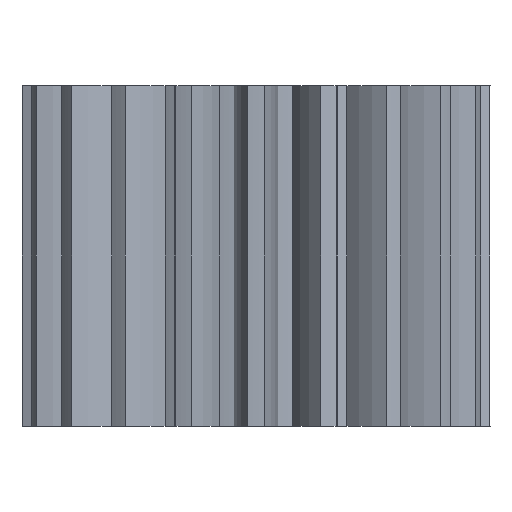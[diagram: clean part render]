
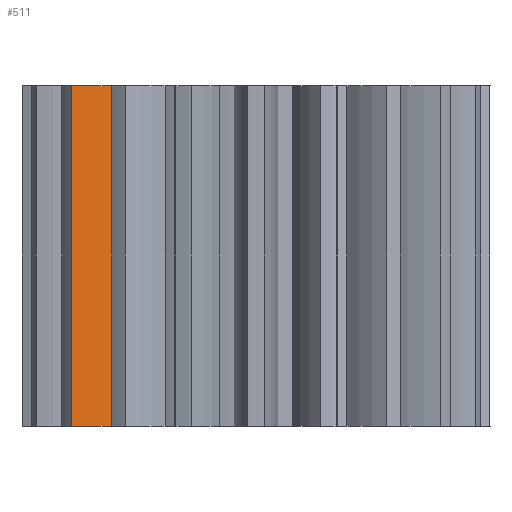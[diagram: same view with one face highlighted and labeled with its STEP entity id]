
A CAD part, left-side view. The second image highlights one B-rep face of the part: STEP entity #511.
In plain terms, the highlighted cylindrical face has radius 5.166 mm (diameter 10.333 mm), a partial arc.
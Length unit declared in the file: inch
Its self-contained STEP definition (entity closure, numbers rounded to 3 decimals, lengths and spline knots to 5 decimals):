
#451=CARTESIAN_POINT('',(-0.21163,0.27088,-0.5));
#452=VERTEX_POINT('',#451);
#460=CARTESIAN_POINT('',(-0.21163,0.27088,0.0));
#461=VERTEX_POINT('',#460);
#462=CARTESIAN_POINT('',(-0.21163,0.27088,-0.5));
#463=DIRECTION('',(0.0,0.0,1.0));
#464=VECTOR('',#463,0.5);
#465=LINE('',#462,#464);
#466=EDGE_CURVE('',#452,#461,#465,.T.);
#479=CARTESIAN_POINT('',(-0.01118,0.30543,-1.0316));
#480=DIRECTION('',(0.0,0.0,1.0));
#481=DIRECTION('',(0.809,0.588,0.0));
#482=AXIS2_PLACEMENT_3D('',#479,#480,#481);
#483=CYLINDRICAL_SURFACE('',#482,0.2034);
#484=CARTESIAN_POINT('',(-0.18562,0.2008,-0.5));
#485=VERTEX_POINT('',#484);
#486=CARTESIAN_POINT('',(-0.01118,0.30543,-0.5));
#487=DIRECTION('',(0.0,0.0,-1.0));
#488=DIRECTION('',(-0.809,-0.588,0.0));
#489=AXIS2_PLACEMENT_3D('',#486,#487,#488);
#490=CIRCLE('',#489,0.2034);
#491=EDGE_CURVE('',#485,#452,#490,.T.);
#492=ORIENTED_EDGE('',*,*,#491,.F.);
#493=CARTESIAN_POINT('',(-0.18562,0.2008,0.0));
#494=VERTEX_POINT('',#493);
#495=CARTESIAN_POINT('',(-0.18562,0.2008,-0.5));
#496=DIRECTION('',(0.0,0.0,1.0));
#497=VECTOR('',#496,0.5);
#498=LINE('',#495,#497);
#499=EDGE_CURVE('',#485,#494,#498,.T.);
#500=ORIENTED_EDGE('',*,*,#499,.T.);
#501=CARTESIAN_POINT('',(-0.01118,0.30543,0.0));
#502=DIRECTION('',(0.0,0.0,1.0));
#503=DIRECTION('',(0.809,0.588,0.0));
#504=AXIS2_PLACEMENT_3D('',#501,#502,#503);
#505=CIRCLE('',#504,0.2034);
#506=EDGE_CURVE('',#461,#494,#505,.T.);
#507=ORIENTED_EDGE('',*,*,#506,.F.);
#508=ORIENTED_EDGE('',*,*,#466,.F.);
#509=EDGE_LOOP('',(#492,#500,#507,#508));
#510=FACE_OUTER_BOUND('',#509,.T.);
#511=ADVANCED_FACE('',(#510),#483,.T.);
